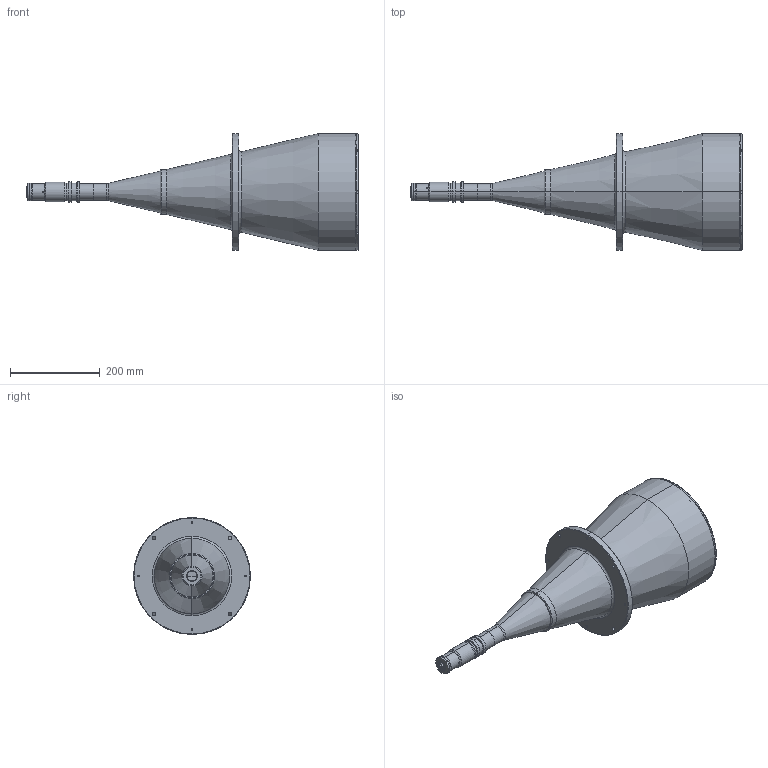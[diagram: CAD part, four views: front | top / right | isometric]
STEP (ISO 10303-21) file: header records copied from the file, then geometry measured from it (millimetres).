
FILE_DESCRIPTION (( 'STEP AP214' ), '1' );
FILE_NAME ('4M172.STEP', '2013-05-10T07:40:46', ( 'Work' ), ( '' ), 'SwSTEP 2.0', 'SolidWorks 2013', '' );
FILE_SCHEMA (( 'AUTOMOTIVE_DESIGN' ));
Length unit declared in the file: millimetre
Products named in the file (1): 4M172
Bounding box: 738.82 x 260 x 260 mm (x, y, z)
Surface area: 477253.7 mm2 (no closed solid volume)
Topology: 0 solids, 13 shells, 180 faces, 531 edges, 371 vertices
Faces by surface type: cylinder 91, plane 43, cone 28, torus 16, sphere 2
Entity records: 8720 total; most frequent: CARTESIAN_POINT 1629, DIRECTION 1161, ORIENTED_EDGE 938, EDGE_CURVE 531, AXIS2_PLACEMENT_3D 485, VERTEX_POINT 371, CIRCLE 304, EDGE_LOOP 252
